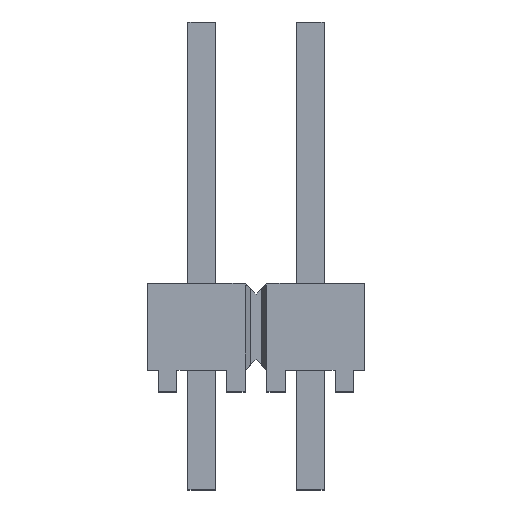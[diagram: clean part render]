
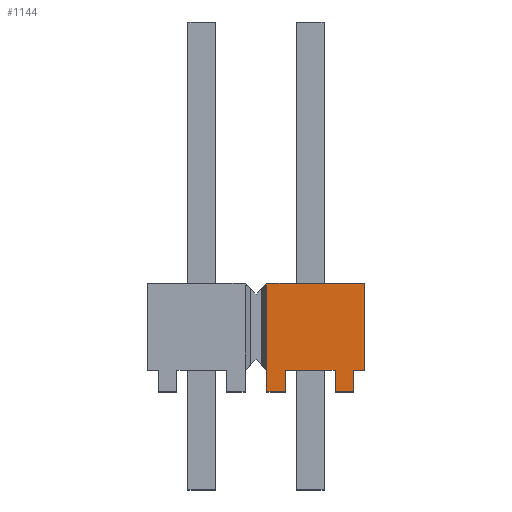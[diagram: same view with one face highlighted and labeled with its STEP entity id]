
A CAD part, top view. The second image highlights one B-rep face of the part: STEP entity #1144.
In plain terms, the highlighted planar face has unit normal (0, 0, 1).
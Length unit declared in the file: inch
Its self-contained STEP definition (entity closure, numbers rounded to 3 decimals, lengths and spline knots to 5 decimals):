
#59 = CARTESIAN_POINT ( 'NONE',  ( 0.0726, 0.02, 0.049 ) ) ;
#74 = CARTESIAN_POINT ( 'NONE',  ( -0.1, 0., 0.049 ) ) ;
#107 = VECTOR ( 'NONE', #770, 39.37008 ) ;
#196 = CARTESIAN_POINT ( 'NONE',  ( -0.1, 0.02, 0.049 ) ) ;
#199 = DIRECTION ( 'NONE',  ( 0., -1., 0. ) ) ;
#206 = VERTEX_POINT ( 'NONE', #865 ) ;
#215 = LINE ( 'NONE', #2279, #2080 ) ;
#237 = CARTESIAN_POINT ( 'NONE',  ( 0.0274, 0., 0.049 ) ) ;
#248 = VERTEX_POINT ( 'NONE', #2230 ) ;
#251 = DIRECTION ( 'NONE',  ( 0.707, 0.707, 0. ) ) ;
#292 = AXIS2_PLACEMENT_3D ( 'NONE', #2347, #997, #1233 ) ;
#326 = VERTEX_POINT ( 'NONE', #1140 ) ;
#341 = VERTEX_POINT ( 'NONE', #1593 ) ;
#348 = LINE ( 'NONE', #196, #2547 ) ;
#360 = ORIENTED_EDGE ( 'NONE', *, *, #718, .T. ) ;
#364 = EDGE_CURVE ( 'NONE', #206, #2007, #215, .T. ) ;
#415 = FACE_OUTER_BOUND ( 'NONE', #2486, .T. ) ;
#417 = EDGE_CURVE ( 'NONE', #1868, #206, #1241, .T. ) ;
#418 = VECTOR ( 'NONE', #1532, 39.37008 ) ;
#468 = VECTOR ( 'NONE', #251, 39.37008 ) ;
#501 = DIRECTION ( 'NONE',  ( 1., 0., 0. ) ) ;
#538 = ORIENTED_EDGE ( 'NONE', *, *, #1886, .T. ) ;
#541 = VECTOR ( 'NONE', #1561, 39.37008 ) ;
#553 = ORIENTED_EDGE ( 'NONE', *, *, #2632, .T. ) ;
#612 = VECTOR ( 'NONE', #1579, 39.37008 ) ;
#625 = VERTEX_POINT ( 'NONE', #994 ) ;
#630 = VECTOR ( 'NONE', #1636, 39.37008 ) ;
#686 = ORIENTED_EDGE ( 'NONE', *, *, #1847, .F. ) ;
#707 = VECTOR ( 'NONE', #2703, 39.37008 ) ;
#718 = EDGE_CURVE ( 'NONE', #2033, #2711, #2524, .T. ) ;
#734 = LINE ( 'NONE', #1958, #418 ) ;
#764 = CARTESIAN_POINT ( 'NONE',  ( 0.1, 0.1, 0.049 ) ) ;
#770 = DIRECTION ( 'NONE',  ( 0., -1., 0. ) ) ;
#865 = CARTESIAN_POINT ( 'NONE',  ( 0.01, 0.1, 0.049 ) ) ;
#881 = EDGE_CURVE ( 'NONE', #248, #2783, #1319, .T. ) ;
#884 = VERTEX_POINT ( 'NONE', #59 ) ;
#912 = ORIENTED_EDGE ( 'NONE', *, *, #881, .F. ) ;
#931 = DIRECTION ( 'NONE',  ( 0., -1., 0. ) ) ;
#947 = CARTESIAN_POINT ( 'NONE',  ( -0.1, 0., 0.049 ) ) ;
#953 = CARTESIAN_POINT ( 'NONE',  ( -0.1, 0.02, 0.049 ) ) ;
#994 = CARTESIAN_POINT ( 'NONE',  ( 0.01, 0.02, 0.049 ) ) ;
#997 = DIRECTION ( 'NONE',  ( 0., 0., -1. ) ) ;
#1021 = LINE ( 'NONE', #953, #1273 ) ;
#1128 = EDGE_CURVE ( 'NONE', #2829, #2783, #1645, .T. ) ;
#1140 = CARTESIAN_POINT ( 'NONE',  ( 0.01, 0.098, 0.049 ) ) ;
#1144 = ADVANCED_FACE ( 'NONE', ( #415 ), #2785, .F. ) ;
#1155 = CARTESIAN_POINT ( 'NONE',  ( 0.008, 0.098, 0.049 ) ) ;
#1233 = DIRECTION ( 'NONE',  ( -1., 0., 0. ) ) ;
#1241 = LINE ( 'NONE', #1591, #468 ) ;
#1273 = VECTOR ( 'NONE', #1625, 39.37008 ) ;
#1319 = LINE ( 'NONE', #1359, #541 ) ;
#1351 = LINE ( 'NONE', #1595, #707 ) ;
#1359 = CARTESIAN_POINT ( 'NONE',  ( 0.0274, 0.1, 0.049 ) ) ;
#1452 = EDGE_CURVE ( 'NONE', #341, #2415, #348, .T. ) ;
#1503 = ORIENTED_EDGE ( 'NONE', *, *, #2858, .F. ) ;
#1514 = ORIENTED_EDGE ( 'NONE', *, *, #1128, .T. ) ;
#1532 = DIRECTION ( 'NONE',  ( 0., 1., 0. ) ) ;
#1542 = VECTOR ( 'NONE', #199, 39.37008 ) ;
#1561 = DIRECTION ( 'NONE',  ( 0., -1., 0. ) ) ;
#1577 = EDGE_CURVE ( 'NONE', #2829, #625, #2850, .T. ) ;
#1578 = DIRECTION ( 'NONE',  ( 0., 1., 0. ) ) ;
#1579 = DIRECTION ( 'NONE',  ( 1., 0., 0. ) ) ;
#1591 = CARTESIAN_POINT ( 'NONE',  ( -0.045, 0.045, 0.049 ) ) ;
#1593 = CARTESIAN_POINT ( 'NONE',  ( 0.1, 0.02, 0.049 ) ) ;
#1595 = CARTESIAN_POINT ( 'NONE',  ( -0.1, 0.098, 0.049 ) ) ;
#1625 = DIRECTION ( 'NONE',  ( -1., 0., 0. ) ) ;
#1636 = DIRECTION ( 'NONE',  ( 1., 0., 0. ) ) ;
#1645 = LINE ( 'NONE', #74, #630 ) ;
#1693 = VECTOR ( 'NONE', #931, 39.37008 ) ;
#1769 = DIRECTION ( 'NONE',  ( -1., 0., 0. ) ) ;
#1785 = EDGE_CURVE ( 'NONE', #2415, #2711, #2285, .T. ) ;
#1847 = EDGE_CURVE ( 'NONE', #884, #248, #1021, .T. ) ;
#1868 = VERTEX_POINT ( 'NONE', #1155 ) ;
#1880 = CARTESIAN_POINT ( 'NONE',  ( 0.0726, 0., 0.049 ) ) ;
#1886 = EDGE_CURVE ( 'NONE', #1868, #326, #1351, .T. ) ;
#1910 = ORIENTED_EDGE ( 'NONE', *, *, #2525, .F. ) ;
#1958 = CARTESIAN_POINT ( 'NONE',  ( 0.0726, 0.1, 0.049 ) ) ;
#2007 = VERTEX_POINT ( 'NONE', #764 ) ;
#2013 = CARTESIAN_POINT ( 'NONE',  ( 0.01, 0.098, 0.049 ) ) ;
#2033 = VERTEX_POINT ( 'NONE', #1880 ) ;
#2071 = CARTESIAN_POINT ( 'NONE',  ( 0.0896, 0.1, 0.049 ) ) ;
#2080 = VECTOR ( 'NONE', #501, 39.37008 ) ;
#2230 = CARTESIAN_POINT ( 'NONE',  ( 0.0274, 0.02, 0.049 ) ) ;
#2250 = ORIENTED_EDGE ( 'NONE', *, *, #364, .F. ) ;
#2257 = CARTESIAN_POINT ( 'NONE',  ( 0.01, 0.1, 0.049 ) ) ;
#2259 = CARTESIAN_POINT ( 'NONE',  ( 0.1, 0.1, 0.049 ) ) ;
#2269 = VECTOR ( 'NONE', #1578, 39.37008 ) ;
#2279 = CARTESIAN_POINT ( 'NONE',  ( -0.1, 0.1, 0.049 ) ) ;
#2285 = LINE ( 'NONE', #2071, #1693 ) ;
#2313 = LINE ( 'NONE', #2013, #1542 ) ;
#2347 = CARTESIAN_POINT ( 'NONE',  ( -0.1, 0.1, 0.049 ) ) ;
#2409 = CARTESIAN_POINT ( 'NONE',  ( 0.0896, 0.02, 0.049 ) ) ;
#2413 = LINE ( 'NONE', #2259, #107 ) ;
#2415 = VERTEX_POINT ( 'NONE', #2409 ) ;
#2439 = CARTESIAN_POINT ( 'NONE',  ( 0.0896, 0., 0.049 ) ) ;
#2486 = EDGE_LOOP ( 'NONE', ( #553, #2693, #1514, #912, #686, #1910, #360, #2845, #2719, #1503, #2250, #2596, #538 ) ) ;
#2524 = LINE ( 'NONE', #947, #612 ) ;
#2525 = EDGE_CURVE ( 'NONE', #2033, #884, #734, .T. ) ;
#2547 = VECTOR ( 'NONE', #1769, 39.37008 ) ;
#2596 = ORIENTED_EDGE ( 'NONE', *, *, #417, .F. ) ;
#2632 = EDGE_CURVE ( 'NONE', #326, #625, #2313, .T. ) ;
#2693 = ORIENTED_EDGE ( 'NONE', *, *, #1577, .F. ) ;
#2703 = DIRECTION ( 'NONE',  ( 1., 0., 0. ) ) ;
#2711 = VERTEX_POINT ( 'NONE', #2439 ) ;
#2719 = ORIENTED_EDGE ( 'NONE', *, *, #1452, .F. ) ;
#2777 = CARTESIAN_POINT ( 'NONE',  ( 0.01, 0., 0.049 ) ) ;
#2783 = VERTEX_POINT ( 'NONE', #237 ) ;
#2785 = PLANE ( 'NONE',  #292 ) ;
#2829 = VERTEX_POINT ( 'NONE', #2777 ) ;
#2845 = ORIENTED_EDGE ( 'NONE', *, *, #1785, .F. ) ;
#2850 = LINE ( 'NONE', #2257, #2269 ) ;
#2858 = EDGE_CURVE ( 'NONE', #2007, #341, #2413, .T. ) ;
